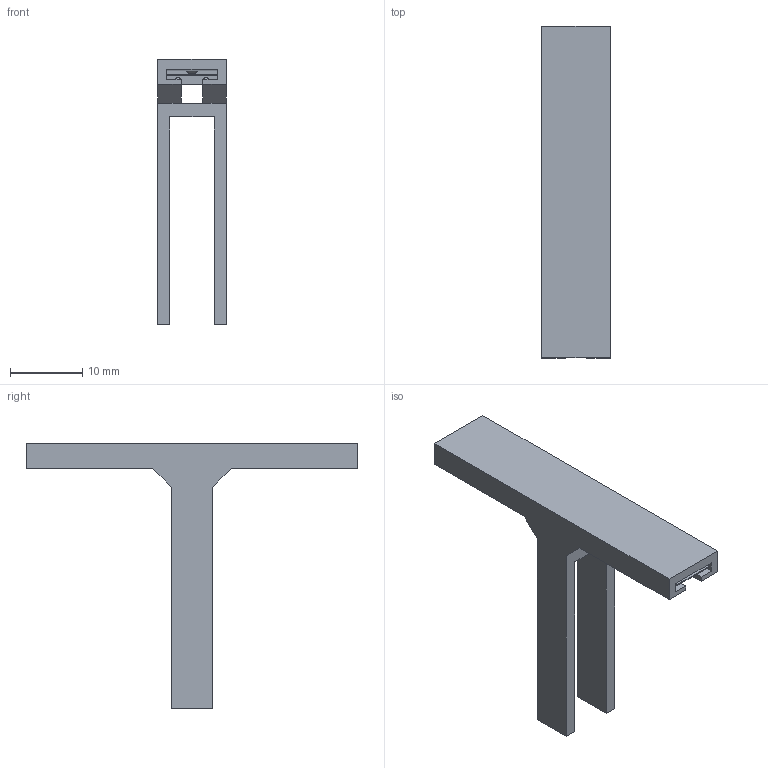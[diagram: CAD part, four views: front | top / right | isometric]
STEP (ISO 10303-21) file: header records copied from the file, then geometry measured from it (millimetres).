
FILE_DESCRIPTION(('Creo Elements/Direct Modeling STEP Export'),'2;1');
FILE_NAME('model.stp','2018-10-19T12:12:33',(''),(''),'Creo Elements/Direct Modeling STEP processor for AP214 (Solid Model)','Creo Elements/Direct Modeling 18.1I 14-Aug-2016 (C) Parametric Technology GmbH','');
FILE_SCHEMA(('AUTOMOTIVE_DESIGN { 1 0 10303 214 1 1 1 1 }'));
Length unit declared in the file: millimetre
Products named in the file (3): ESL_44X7-select; KLM_A-select; KLM-A_ESL_44x7-Select
Assembly tree (2 placements, depth 2):
  KLM-A_ESL_44x7-Select
    KLM_A-select
    ESL_44X7-select
Bounding box: 9.5 x 46 x 36.8 mm (x, y, z)
Volume: 1890.7 mm3; surface area: 3491.9 mm2
Topology: 2 solids, 2 shells, 43 faces, 117 edges, 76 vertices
Faces by surface type: plane 37, cylinder 3, torus 2, bspline 1
Entity records: 2439 total; most frequent: CARTESIAN_POINT 1062, ORIENTED_EDGE 234, DIRECTION 181, EDGE_CURVE 117, VECTOR 93, LINE 93, VERTEX_POINT 76, AXIS2_PLACEMENT_3D 44
